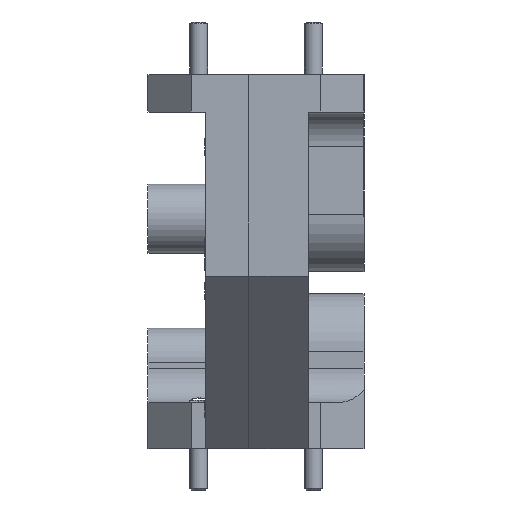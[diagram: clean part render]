
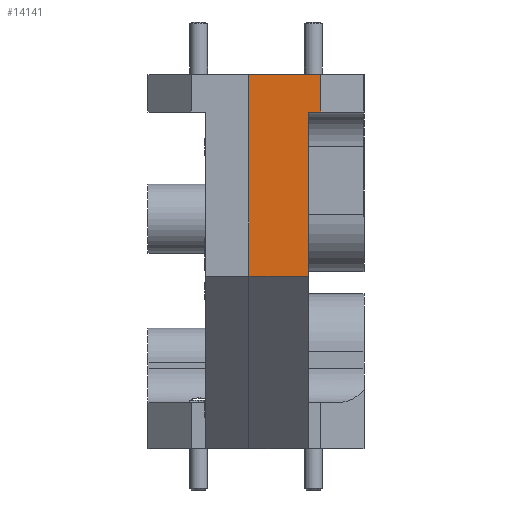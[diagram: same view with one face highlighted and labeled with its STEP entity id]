
A CAD part, left-side view. The second image highlights one B-rep face of the part: STEP entity #14141.
In plain terms, the highlighted planar face has unit normal (-1, 0, 0).
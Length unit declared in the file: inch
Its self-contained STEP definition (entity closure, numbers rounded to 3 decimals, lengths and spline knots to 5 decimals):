
#191 = VERTEX_POINT ( 'NONE', #4126 ) ;
#340 = VECTOR ( 'NONE', #31698, 39.37008 ) ;
#433 = LINE ( 'NONE', #10818, #23750 ) ;
#765 = CARTESIAN_POINT ( 'NONE',  ( -3.86417, -0.30985, 1.78204 ) ) ;
#3926 = LINE ( 'NONE', #25590, #35095 ) ;
#4126 = CARTESIAN_POINT ( 'NONE',  ( -3.86417, -0.55985, 1.78204 ) ) ;
#4772 = VECTOR ( 'NONE', #9508, 39.37008 ) ;
#5182 = DIRECTION ( 'NONE',  ( 0., 1., 0. ) ) ;
#5662 = LINE ( 'NONE', #18066, #4772 ) ;
#6358 = ORIENTED_EDGE ( 'NONE', *, *, #7603, .F. ) ;
#7603 = EDGE_CURVE ( 'NONE', #11381, #13687, #28102, .T. ) ;
#7780 = AXIS2_PLACEMENT_3D ( 'NONE', #13058, #18459, #21262 ) ;
#9508 = DIRECTION ( 'NONE',  ( 0., 0., -1. ) ) ;
#9628 = VERTEX_POINT ( 'NONE', #15584 ) ;
#10818 = CARTESIAN_POINT ( 'NONE',  ( -3.86417, -5.01181, 1.65204 ) ) ;
#11381 = VERTEX_POINT ( 'NONE', #22586 ) ;
#11807 = DIRECTION ( 'NONE',  ( 0., 0., 1. ) ) ;
#12073 = CARTESIAN_POINT ( 'NONE',  ( -3.86417, -0.30985, 1.78204 ) ) ;
#12286 = EDGE_LOOP ( 'NONE', ( #25938, #34960, #21396, #20133, #6358, #27602 ) ) ;
#12722 = VECTOR ( 'NONE', #5182, 39.37008 ) ;
#13058 = CARTESIAN_POINT ( 'NONE',  ( -3.86417, -0.51685, 1.78204 ) ) ;
#13687 = VERTEX_POINT ( 'NONE', #19353 ) ;
#14141 = ADVANCED_FACE ( 'NONE', ( #33880 ), #29457, .F. ) ;
#14975 = CARTESIAN_POINT ( 'NONE',  ( -3.86417, -0.55985, 1.78204 ) ) ;
#15324 = LINE ( 'NONE', #765, #340 ) ;
#15584 = CARTESIAN_POINT ( 'NONE',  ( -3.86417, -0.55985, 1.65204 ) ) ;
#18066 = CARTESIAN_POINT ( 'NONE',  ( -3.86417, -0.51685, 1.78204 ) ) ;
#18459 = DIRECTION ( 'NONE',  ( 1., 0., 0. ) ) ;
#19353 = CARTESIAN_POINT ( 'NONE',  ( -3.86417, -0.30985, 1.08204 ) ) ;
#20000 = EDGE_CURVE ( 'NONE', #9628, #31652, #433, .T. ) ;
#20133 = ORIENTED_EDGE ( 'NONE', *, *, #21994, .T. ) ;
#20524 = EDGE_CURVE ( 'NONE', #191, #26421, #3926, .T. ) ;
#21262 = DIRECTION ( 'NONE',  ( 0., 0., 1. ) ) ;
#21396 = ORIENTED_EDGE ( 'NONE', *, *, #20524, .T. ) ;
#21646 = CARTESIAN_POINT ( 'NONE',  ( -3.86417, -0.51685, 1.08204 ) ) ;
#21960 = DIRECTION ( 'NONE',  ( 0., 1., 0. ) ) ;
#21994 = EDGE_CURVE ( 'NONE', #26421, #13687, #15324, .T. ) ;
#22536 = DIRECTION ( 'NONE',  ( 0., 1., 0. ) ) ;
#22586 = CARTESIAN_POINT ( 'NONE',  ( -3.86417, -0.51685, 1.08204 ) ) ;
#23750 = VECTOR ( 'NONE', #21960, 39.37008 ) ;
#25590 = CARTESIAN_POINT ( 'NONE',  ( -3.86417, -0.51685, 1.78204 ) ) ;
#25938 = ORIENTED_EDGE ( 'NONE', *, *, #20000, .F. ) ;
#26421 = VERTEX_POINT ( 'NONE', #12073 ) ;
#27011 = VECTOR ( 'NONE', #11807, 39.37008 ) ;
#27602 = ORIENTED_EDGE ( 'NONE', *, *, #27835, .F. ) ;
#27835 = EDGE_CURVE ( 'NONE', #31652, #11381, #5662, .T. ) ;
#28102 = LINE ( 'NONE', #21646, #12722 ) ;
#29457 = PLANE ( 'NONE',  #7780 ) ;
#31508 = EDGE_CURVE ( 'NONE', #9628, #191, #36218, .T. ) ;
#31652 = VERTEX_POINT ( 'NONE', #32491 ) ;
#31698 = DIRECTION ( 'NONE',  ( 0., 0., -1. ) ) ;
#32491 = CARTESIAN_POINT ( 'NONE',  ( -3.86417, -0.51685, 1.65204 ) ) ;
#33880 = FACE_OUTER_BOUND ( 'NONE', #12286, .T. ) ;
#34960 = ORIENTED_EDGE ( 'NONE', *, *, #31508, .T. ) ;
#35095 = VECTOR ( 'NONE', #22536, 39.37008 ) ;
#36218 = LINE ( 'NONE', #14975, #27011 ) ;
